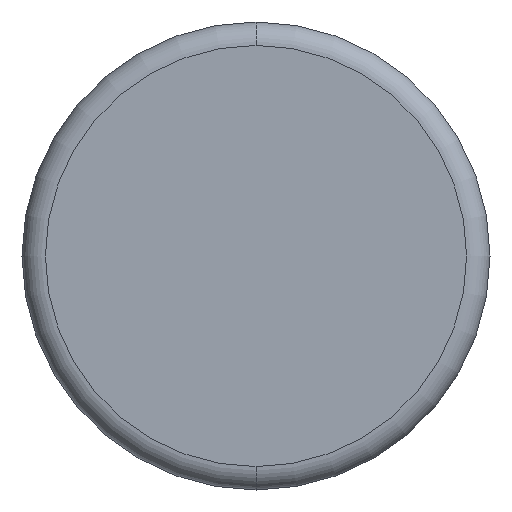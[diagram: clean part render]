
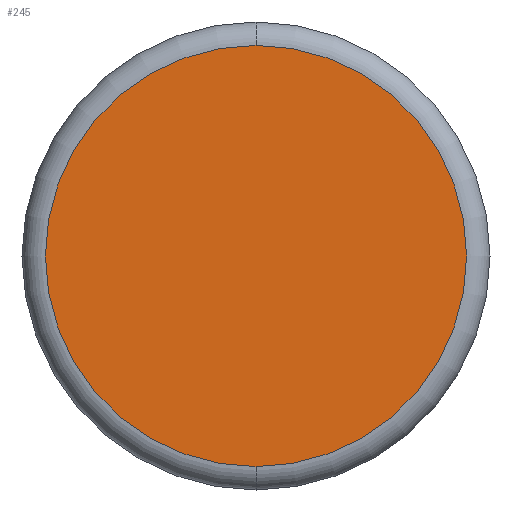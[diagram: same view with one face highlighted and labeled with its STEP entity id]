
A CAD part, front view. The second image highlights one B-rep face of the part: STEP entity #245.
In plain terms, the highlighted planar face has unit normal (0, -1, 0).
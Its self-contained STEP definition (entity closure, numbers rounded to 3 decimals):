
#23 = CIRCLE ( 'NONE', #296, 9. ) ;
#36 = FACE_OUTER_BOUND ( 'NONE', #82, .T. ) ;
#37 = CARTESIAN_POINT ( 'NONE',  ( 0., 0., -9. ) ) ;
#42 = EDGE_CURVE ( 'NONE', #139, #106, #96, .T. ) ;
#82 = EDGE_LOOP ( 'NONE', ( #256, #205 ) ) ;
#85 = DIRECTION ( 'NONE',  ( 0., 0., -1. ) ) ;
#96 = CIRCLE ( 'NONE', #146, 9. ) ;
#101 = DIRECTION ( 'NONE',  ( 0., -1., 0. ) ) ;
#106 = VERTEX_POINT ( 'NONE', #350 ) ;
#124 = DIRECTION ( 'NONE',  ( 0., 0., -1. ) ) ;
#139 = VERTEX_POINT ( 'NONE', #37 ) ;
#146 = AXIS2_PLACEMENT_3D ( 'NONE', #234, #341, #85 ) ;
#205 = ORIENTED_EDGE ( 'NONE', *, *, #335, .T. ) ;
#214 = PLANE ( 'NONE',  #290 ) ;
#221 = DIRECTION ( 'NONE',  ( 0., 0., -1. ) ) ;
#234 = CARTESIAN_POINT ( 'NONE',  ( 0., 0., 0. ) ) ;
#245 = ADVANCED_FACE ( 'NONE', ( #36 ), #214, .T. ) ;
#256 = ORIENTED_EDGE ( 'NONE', *, *, #42, .T. ) ;
#262 = CARTESIAN_POINT ( 'NONE',  ( 0., 0., 0. ) ) ;
#290 = AXIS2_PLACEMENT_3D ( 'NONE', #262, #348, #124 ) ;
#296 = AXIS2_PLACEMENT_3D ( 'NONE', #355, #101, #221 ) ;
#335 = EDGE_CURVE ( 'NONE', #106, #139, #23, .T. ) ;
#341 = DIRECTION ( 'NONE',  ( 0., -1., 0. ) ) ;
#348 = DIRECTION ( 'NONE',  ( 0., -1., 0. ) ) ;
#350 = CARTESIAN_POINT ( 'NONE',  ( 0., 0., 9. ) ) ;
#355 = CARTESIAN_POINT ( 'NONE',  ( 0., 0., 0. ) ) ;
